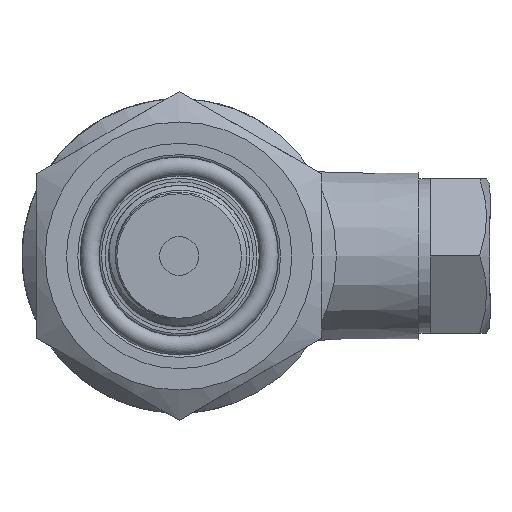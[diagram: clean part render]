
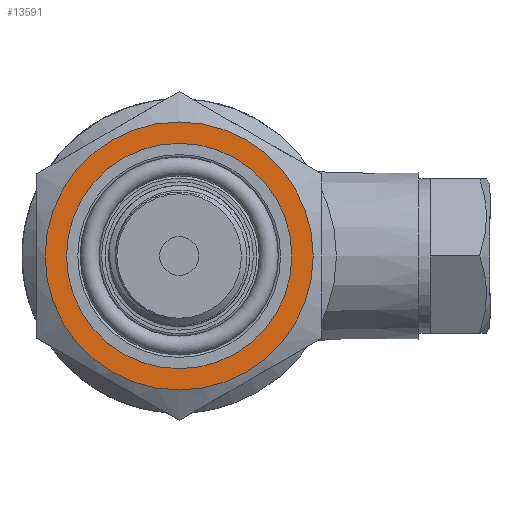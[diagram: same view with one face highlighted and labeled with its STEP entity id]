
A CAD part, left-side view. The second image highlights one B-rep face of the part: STEP entity #13591.
In plain terms, the highlighted planar face has unit normal (-1, 0, 0).
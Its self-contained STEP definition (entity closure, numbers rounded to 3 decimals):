
#1217=FACE_BOUND('',#4104,.T.);
#3299=FACE_OUTER_BOUND('',#4103,.T.);
#4103=EDGE_LOOP('',(#9245));
#4104=EDGE_LOOP('',(#9246));
#4949=CIRCLE('',#14472,11.3);
#4950=CIRCLE('',#14473,9.5);
#5535=VERTEX_POINT('',#20450);
#5536=VERTEX_POINT('',#20452);
#7017=EDGE_CURVE('',#5535,#5535,#4949,.T.);
#7018=EDGE_CURVE('',#5536,#5536,#4950,.T.);
#9245=ORIENTED_EDGE('',*,*,#7017,.T.);
#9246=ORIENTED_EDGE('',*,*,#7018,.T.);
#13404=PLANE('',#14471);
#13591=ADVANCED_FACE('',(#3299,#1217),#13404,.T.);
#14471=AXIS2_PLACEMENT_3D('',#20449,#15583,#15584);
#14472=AXIS2_PLACEMENT_3D('',#20451,#15585,#15586);
#14473=AXIS2_PLACEMENT_3D('',#20453,#15587,#15588);
#15583=DIRECTION('center_axis',(-1.,0.,0.));
#15584=DIRECTION('ref_axis',(0.,0.,1.));
#15585=DIRECTION('center_axis',(-1.,0.,0.));
#15586=DIRECTION('ref_axis',(0.,1.,0.));
#15587=DIRECTION('center_axis',(1.,0.,0.));
#15588=DIRECTION('ref_axis',(0.,0.,-1.));
#20449=CARTESIAN_POINT('Origin',(14.,12.,0.));
#20450=CARTESIAN_POINT('',(14.,-11.3,0.));
#20451=CARTESIAN_POINT('Origin',(14.,0.,0.));
#20452=CARTESIAN_POINT('',(14.,-9.5,0.));
#20453=CARTESIAN_POINT('Origin',(14.,0.,0.));
